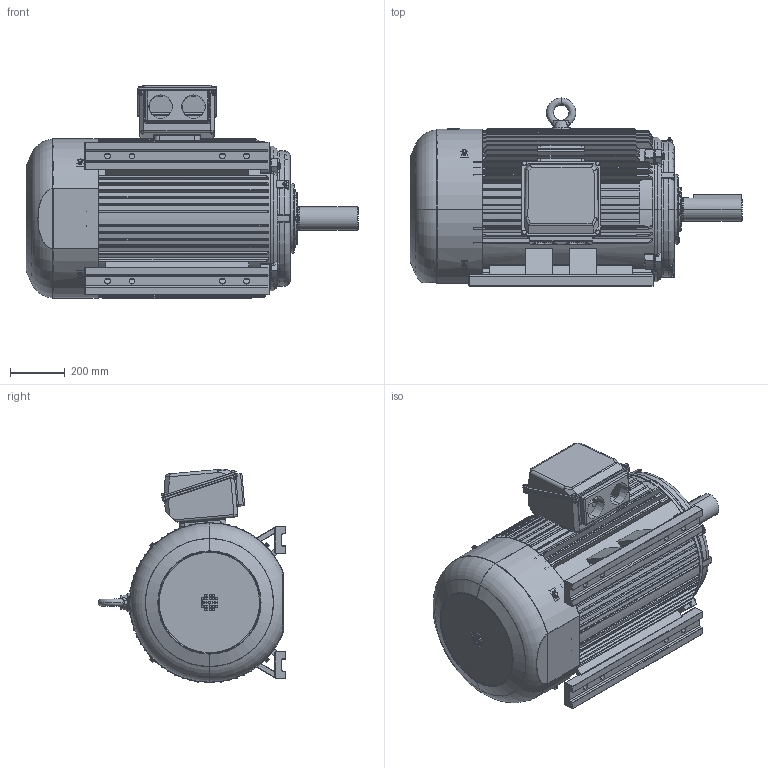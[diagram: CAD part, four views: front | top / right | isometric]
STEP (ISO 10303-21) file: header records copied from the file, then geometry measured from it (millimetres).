
FILE_DESCRIPTION (( 'STEP AP214' ), '1' );
FILE_NAME ('MTCP447T.STEP', '2018-03-07T17:11:43', ( '' ), ( '' ), 'SwSTEP 2.0', 'SolidWorks 2017', '' );
FILE_SCHEMA (( 'AUTOMOTIVE_DESIGN' ));
Length unit declared in the file: millimetre
Products named in the file (28): EP447儂釱樓馱璃; EP449接线盒座_默认_按加工_; hexagon head bolts-full thread gb_GB_FASTENER_BOLT_STBAB A M10X25-N; EP444-5粣芛  瑞珔傷; hex head bolts-full thread grade c gb_GB_FASTENER_BOLT_HHBFTC M12X65-N; EP444諉盄碟蚾饜极 _1_; EP449諉盄碟裔菜; EP449諉盄碟釱菜; EP444綴傷裔; hexagon head bolts-full thread gb_GB_FASTENER_BOLT_STBAB A M10X20-N; EP444-5后轴承外盖加工件; BT449橡皮塞; M10蛁蚐郲耀倰; spring lock washers--normal type gb_GB_FASTENER_WASHER_SW 8; EP447(4.6)ヶ裔J; eyebolts gb_GB_FASTENER_SCREWS_FRS M30-N; EP444-5粣芛  堤粣傷; plain washers-chamfered--normal series-a gb_GB_FASTENER_WASHER_SWCA 12; hex head bolts-full thread grade c gb_GB_FASTENER_BOLT_HHBFTC M10X60-N; EP444-5瑞欶; MTCP447T; EP444前轴承盖密封圈; spring lock washers--normal type gb_GB_FASTENER_WASHER_SW 12; BT444源瑩; EP447(4,6)ヶ粣創俋裔樓馱璃; hex head bolts-full thread grade c gb_GB_FASTENER_BOLT_HHBFTC M8X16-N; EP449諉盄碟裔; plain washers-chamfered--normal series-a gb_GB_FASTENER_WASHER_SWCA 8
Assembly tree (69 placements, depth 3):
  MTCP447T
    EP444諉盄碟蚾饜极 _1_
      EP449接线盒座_默认_按加工_
      EP449諉盄碟裔菜
      hexagon head bolts-full thread gb_GB_FASTENER_BOLT_STBAB A M10X25-N  x4
      EP449諉盄碟釱菜
      hexagon head bolts-full thread gb_GB_FASTENER_BOLT_STBAB A M10X20-N  x4
      EP449諉盄碟裔
    EP447儂釱樓馱璃
    EP447(4,6)ヶ粣創俋裔樓馱璃
    EP444綴傷裔
    EP444-5后轴承外盖加工件
    EP444-5粣芛  瑞珔傷
    hex head bolts-full thread grade c gb_GB_FASTENER_BOLT_HHBFTC M10X60-N  x6
    hex head bolts-full thread grade c gb_GB_FASTENER_BOLT_HHBFTC M12X65-N  x8
    spring lock washers--normal type gb_GB_FASTENER_WASHER_SW 12  x8
    plain washers-chamfered--normal series-a gb_GB_FASTENER_WASHER_SWCA 12  x8
    EP444-5瑞欶
    M10蛁蚐郲耀倰  x2
    hex head bolts-full thread grade c gb_GB_FASTENER_BOLT_HHBFTC M8X16-N  x4
    spring lock washers--normal type gb_GB_FASTENER_WASHER_SW 8  x4
    plain washers-chamfered--normal series-a gb_GB_FASTENER_WASHER_SWCA 8  x4
    BT449橡皮塞
    eyebolts gb_GB_FASTENER_SCREWS_FRS M30-N
    EP444-5粣芛  堤粣傷
    EP447(4.6)ヶ裔J
    BT444源瑩
    EP444前轴承盖密封圈
Bounding box: 1212.4 x 686.1 x 781.14 mm (x, y, z)
Volume: 42776892.9 mm3; surface area: 8167076.9 mm2
Topology: 68 solids, 68 shells, 4228 faces, 10543 edges, 6475 vertices
Faces by surface type: cylinder 1564, plane 1205, cone 558, bspline 397, torus 383, sphere 121
Entity records: 168134 total; most frequent: CARTESIAN_POINT 86151, ORIENTED_EDGE 17676, DIRECTION 16035, EDGE_CURVE 8838, AXIS2_PLACEMENT_3D 6404, VERTEX_POINT 5473, EDGE_LOOP 3857, ADVANCED_FACE 3509
